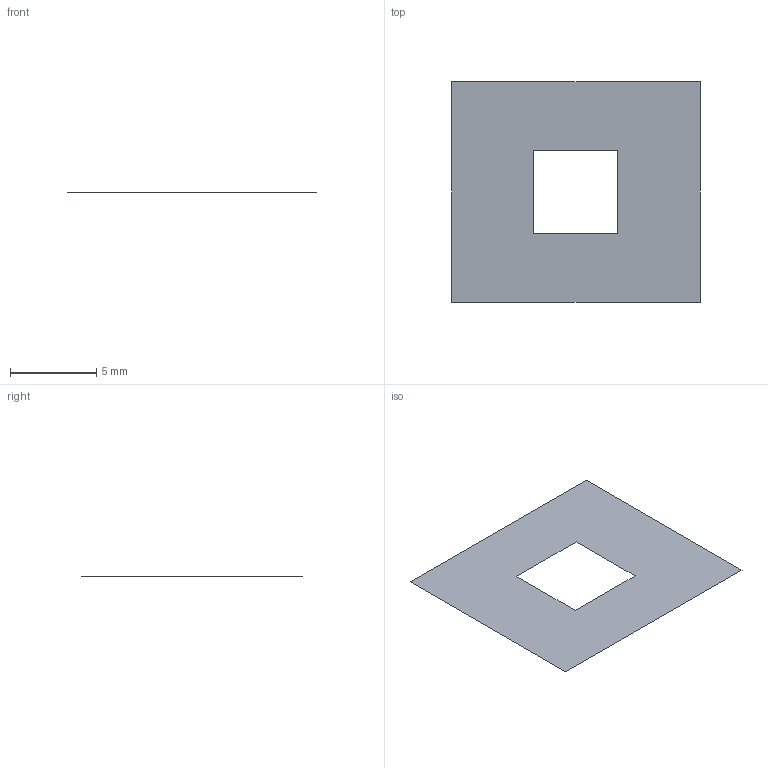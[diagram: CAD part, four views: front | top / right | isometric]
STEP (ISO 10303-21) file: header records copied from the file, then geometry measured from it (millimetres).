
FILE_DESCRIPTION(/* description */ (''),/* implementation_level */ '2;1');
FILE_NAME(/* name */ 'square_donut2.stp',/* time_stamp */ '2022-07-11T09:13:09+01:00',/* author */ ('Jonathan'),/* organization */ (''),/* preprocessor_version */ 'ST-DEVELOPER v18.1',/* originating_system */ 'Autodesk Inventor 2021',/* authorisation */ '');
FILE_SCHEMA (('AUTOMOTIVE_DESIGN { 1 0 10303 214 3 1 1 }'));
Length unit declared in the file: millimetre
Products named in the file (1): Part2
Bounding box: 14.46 x 12.81 x 0 mm (x, y, z)
Surface area: 161.4 mm2 (no closed solid volume)
Topology: 0 solids, 1 shells, 1 faces, 8 edges, 8 vertices
Faces by surface type: plane 1
Entity records: 122 total; most frequent: CARTESIAN_POINT 18, DIRECTION 12, LINE 8, VECTOR 8, VERTEX_POINT 8, EDGE_CURVE 8, ORIENTED_EDGE 8, EDGE_LOOP 2
